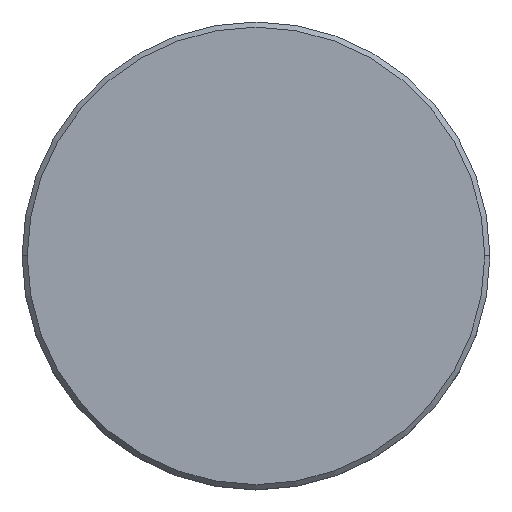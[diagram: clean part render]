
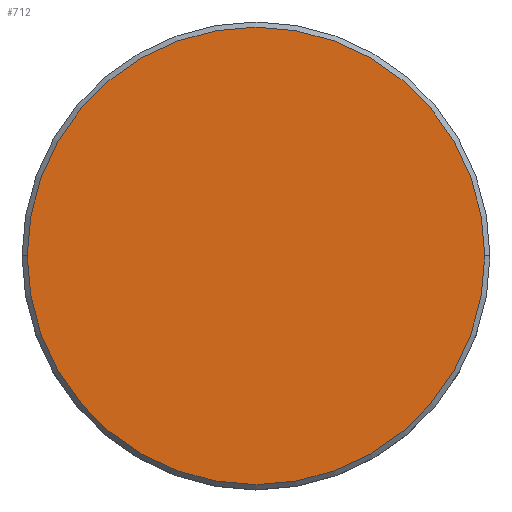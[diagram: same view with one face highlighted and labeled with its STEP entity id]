
A CAD part, top view. The second image highlights one B-rep face of the part: STEP entity #712.
In plain terms, the highlighted planar face has unit normal (0, 0, 1).
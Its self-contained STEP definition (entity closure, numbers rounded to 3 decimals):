
#23 = AXIS2_PLACEMENT_3D ( 'NONE', #930, #537, #862 ) ;
#26 = ORIENTED_EDGE ( 'NONE', *, *, #195, .T. ) ;
#177 = CARTESIAN_POINT ( 'NONE',  ( 0., 0., 0. ) ) ;
#195 = EDGE_CURVE ( 'NONE', #359, #528, #369, .T. ) ;
#239 = DIRECTION ( 'NONE',  ( 1., 0., 0. ) ) ;
#331 = CARTESIAN_POINT ( 'NONE',  ( 22., 0., 0. ) ) ;
#344 = DIRECTION ( 'NONE',  ( 1., 0., 0. ) ) ;
#359 = VERTEX_POINT ( 'NONE', #331 ) ;
#369 = CIRCLE ( 'NONE', #853, 22. ) ;
#375 = EDGE_CURVE ( 'NONE', #528, #359, #686, .T. ) ;
#378 = ORIENTED_EDGE ( 'NONE', *, *, #375, .T. ) ;
#422 = CARTESIAN_POINT ( 'NONE',  ( 0., 0., 0. ) ) ;
#528 = VERTEX_POINT ( 'NONE', #955 ) ;
#537 = DIRECTION ( 'NONE',  ( 0., 0., 1. ) ) ;
#545 = DIRECTION ( 'NONE',  ( 0., 0., 1. ) ) ;
#603 = PLANE ( 'NONE',  #23 ) ;
#635 = DIRECTION ( 'NONE',  ( 0., 0., 1. ) ) ;
#686 = CIRCLE ( 'NONE', #756, 22. ) ;
#712 = ADVANCED_FACE ( 'NONE', ( #926 ), #603, .T. ) ;
#756 = AXIS2_PLACEMENT_3D ( 'NONE', #422, #545, #239 ) ;
#830 = EDGE_LOOP ( 'NONE', ( #378, #26 ) ) ;
#853 = AXIS2_PLACEMENT_3D ( 'NONE', #177, #635, #344 ) ;
#862 = DIRECTION ( 'NONE',  ( 1., 0., 0. ) ) ;
#926 = FACE_OUTER_BOUND ( 'NONE', #830, .T. ) ;
#930 = CARTESIAN_POINT ( 'NONE',  ( 0., 0., 0. ) ) ;
#955 = CARTESIAN_POINT ( 'NONE',  ( -22., 0., 0. ) ) ;
